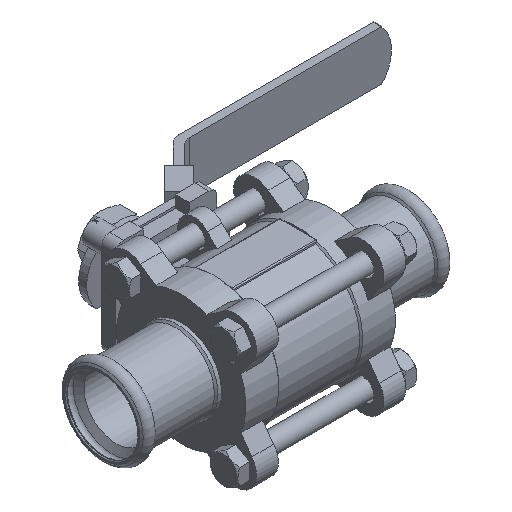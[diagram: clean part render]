
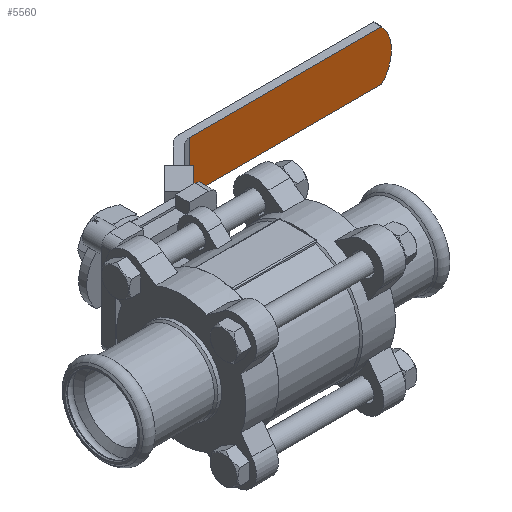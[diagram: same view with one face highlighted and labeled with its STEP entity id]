
A CAD part, isometric view. The second image highlights one B-rep face of the part: STEP entity #5560.
In plain terms, the highlighted planar face has unit normal (0, -1, 0).
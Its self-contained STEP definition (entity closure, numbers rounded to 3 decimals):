
#92=PLANE('',#6044);
#403=LINE('',#8747,#819);
#407=LINE('',#8756,#823);
#423=LINE('',#8799,#839);
#434=LINE('',#8822,#850);
#435=LINE('',#8826,#851);
#819=VECTOR('',#7005,1000.);
#823=VECTOR('',#7011,1000.);
#839=VECTOR('',#7047,1000.);
#850=VECTOR('',#7074,1000.);
#851=VECTOR('',#7079,1000.);
#1837=ORIENTED_EDGE('',*,*,#3161,.F.);
#1838=ORIENTED_EDGE('',*,*,#3197,.F.);
#1839=ORIENTED_EDGE('',*,*,#3195,.F.);
#1840=ORIENTED_EDGE('',*,*,#3182,.T.);
#1841=ORIENTED_EDGE('',*,*,#3157,.F.);
#1842=ORIENTED_EDGE('',*,*,#3166,.F.);
#3157=EDGE_CURVE('',#3874,#3875,#403,.T.);
#3161=EDGE_CURVE('',#3878,#3879,#407,.T.);
#3166=EDGE_CURVE('',#3879,#3874,#4311,.T.);
#3182=EDGE_CURVE('',#3895,#3875,#423,.T.);
#3195=EDGE_CURVE('',#3895,#3899,#434,.T.);
#3197=EDGE_CURVE('',#3899,#3878,#435,.T.);
#3874=VERTEX_POINT('',#8748);
#3875=VERTEX_POINT('',#8749);
#3878=VERTEX_POINT('',#8757);
#3879=VERTEX_POINT('',#8758);
#3895=VERTEX_POINT('',#8800);
#3899=VERTEX_POINT('',#8823);
#4311=CIRCLE('',#6027,18.);
#4592=EDGE_LOOP('',(#1837,#1838,#1839,#1840,#1841,#1842));
#5066=FACE_BOUND('',#4592,.T.);
#5560=ADVANCED_FACE('',(#5066),#92,.T.);
#6027=AXIS2_PLACEMENT_3D('',#8766,#7019,#7020);
#6044=AXIS2_PLACEMENT_3D('',#8825,#7077,#7078);
#7005=DIRECTION('',(0.,0.,-1.));
#7011=DIRECTION('',(0.,0.,-1.));
#7019=DIRECTION('',(0.,1.,0.));
#7020=DIRECTION('',(1.,0.,0.));
#7047=DIRECTION('',(1.,0.,0.));
#7074=DIRECTION('',(0.,0.,1.));
#7077=DIRECTION('',(0.,-1.,0.));
#7078=DIRECTION('',(1.,0.,0.));
#7079=DIRECTION('',(1.,0.,0.));
#8747=CARTESIAN_POINT('',(149.189,86.,-12.5));
#8748=CARTESIAN_POINT('',(149.189,86.,-12.25));
#8749=CARTESIAN_POINT('',(149.189,86.,-12.5));
#8756=CARTESIAN_POINT('',(149.189,86.,-12.5));
#8757=CARTESIAN_POINT('',(149.189,86.,12.5));
#8758=CARTESIAN_POINT('',(149.189,86.,12.25));
#8766=CARTESIAN_POINT('',(136.,86.,0.));
#8799=CARTESIAN_POINT('',(52.642,86.,-12.5));
#8800=CARTESIAN_POINT('',(52.642,86.,-12.5));
#8822=CARTESIAN_POINT('',(52.642,86.,-12.5));
#8823=CARTESIAN_POINT('',(52.642,86.,12.5));
#8825=CARTESIAN_POINT('',(52.642,86.,-12.5));
#8826=CARTESIAN_POINT('',(52.642,86.,12.5));
